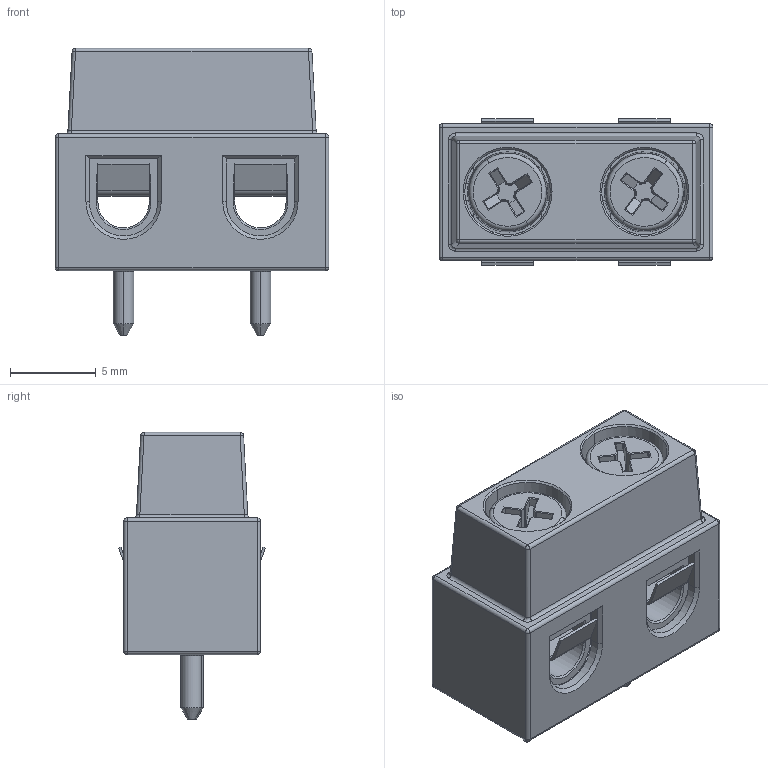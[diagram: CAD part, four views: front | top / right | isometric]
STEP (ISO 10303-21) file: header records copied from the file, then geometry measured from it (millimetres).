
FILE_DESCRIPTION(('FreeCAD Model'),'2;1');
FILE_NAME('GarethO''Brien\Fusion.step','2018-07-25T15:04:22' ,('kicad StepUp'),('ksu MCAD'),'Open CASCADE STEP processor 6.8', 'FreeCAD','Unknown');
FILE_SCHEMA(('AUTOMOTIVE_DESIGN_CC2 { 1 2 10303 214 -1 1 5 4 }'));
Products named in the file (1): Fusion
Bounding box: 16 x 8.57 x 16.8 mm (x, y, z)
Volume: 909.1 mm3; surface area: 2247.4 mm2
Topology: 1 solids, 1 shells, 568 faces, 1601 edges, 998 vertices
Faces by surface type: plane 259, cylinder 180, bspline 49, cone 40, torus 28, sphere 12
Entity records: 70783 total; most frequent: CARTESIAN_POINT 53271, ORIENTED_EDGE 3186, DIRECTION 2476, EDGE_CURVE 1589, VERTEX_POINT 998, LINE 872, VECTOR 872, AXIS2_PLACEMENT_3D 802
